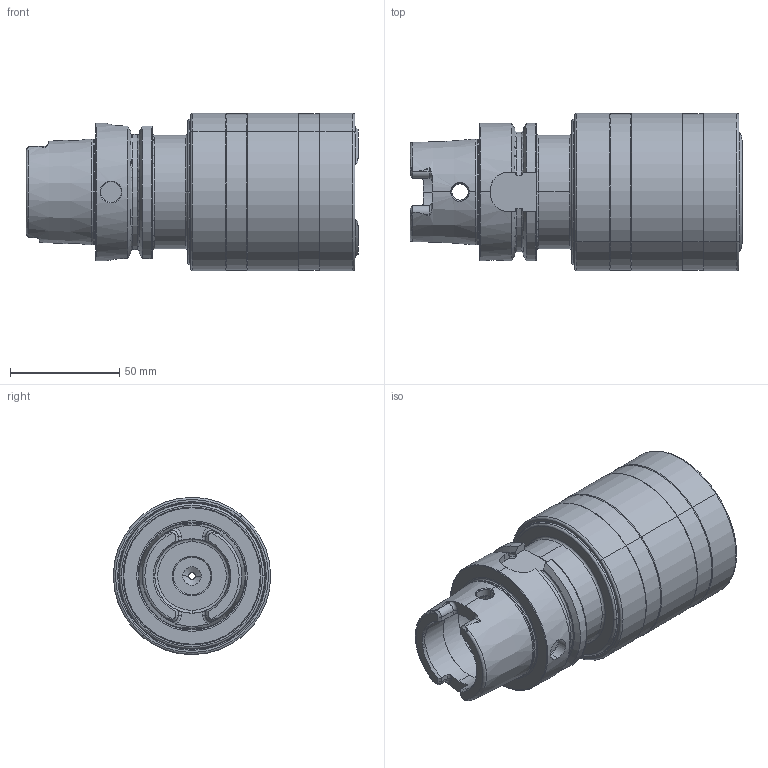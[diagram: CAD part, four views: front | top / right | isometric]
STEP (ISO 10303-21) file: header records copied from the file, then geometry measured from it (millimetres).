
FILE_DESCRIPTION (( 'STEP AP214' ), '1' );
FILE_NAME ('HA6.Go3.K01.120.STEP', '2011-10-06T08:49:52', ( 'SwiAdmin' ), ( '' ), 'SwSTEP 2.0', 'SolidWorks 2011', '' );
FILE_SCHEMA (( 'AUTOMOTIVE_DESIGN' ));
Length unit declared in the file: millimetre
Products named in the file (10): Einbausatz Go3_gespannt; Kugel Go3; Hülse Go3; Federring innen Go3_gespannt; Federring aussen Go3_gespannt; Feder klein Go3_gespannt; Feder gross Go3_vorgespannt; Boden Go3; HA6-Go3.K01.120_A_Fertigbearbeitung; HA6.Go3.K01.120
Assembly tree (11 placements, depth 3):
  HA6.Go3.K01.120
    Einbausatz Go3_gespannt
      Boden Go3
      Kugel Go3  x3
      Federring aussen Go3_gespannt
      Feder klein Go3_gespannt
      Hülse Go3
      Federring innen Go3_gespannt
      Feder gross Go3_vorgespannt
    HA6-Go3.K01.120_A_Fertigbearbeitung
Bounding box: 151.9 x 72 x 72 mm (x, y, z)
Volume: 294051.2 mm3; surface area: 106060.6 mm2
Topology: 10 solids, 10 shells, 398 faces, 1001 edges, 613 vertices
Faces by surface type: cylinder 124, plane 91, torus 87, cone 69, bspline 21, sphere 6
Entity records: 21549 total; most frequent: CARTESIAN_POINT 10802, ORIENTED_EDGE 1932, DIRECTION 1904, EDGE_CURVE 966, AXIS2_PLACEMENT_3D 813, VERTEX_POINT 592, CIRCLE 425, EDGE_LOOP 420
